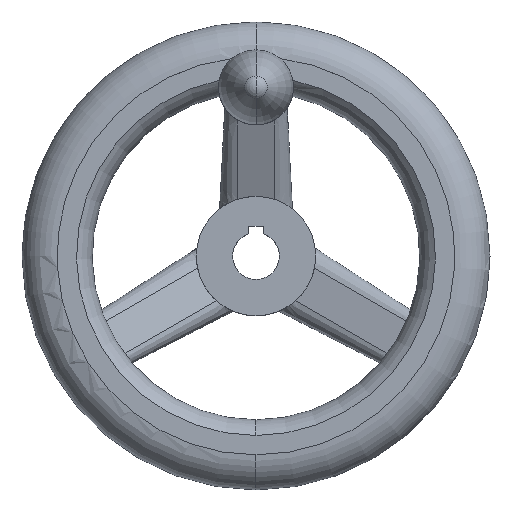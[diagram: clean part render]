
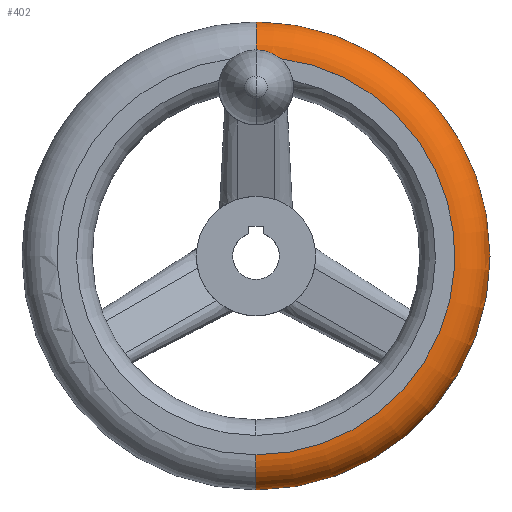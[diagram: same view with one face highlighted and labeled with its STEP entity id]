
A CAD part, top view. The second image highlights one B-rep face of the part: STEP entity #402.
In plain terms, the highlighted toroidal (fillet/blend) face has major radius 42.5 mm and minor radius 7.5 mm.
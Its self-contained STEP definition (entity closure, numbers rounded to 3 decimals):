
#290=VERTEX_POINT('',#815);
#298=EDGE_CURVE('',#406,#290,#823,.T.);
#348=VERTEX_POINT('',#877);
#386=VERTEX_POINT('',#918);
#394=EDGE_CURVE('',#660,#386,#926,.T.);
#402=ADVANCED_FACE('',(#934),#935,.T.);
#406=VERTEX_POINT('',#939);
#442=EDGE_CURVE('',#386,#406,#978,.T.);
#606=EDGE_CURVE('',#348,#660,#1160,.T.);
#660=VERTEX_POINT('',#1220);
#760=EDGE_CURVE('',#290,#348,#1336,.T.);
#815=CARTESIAN_POINT('',(0.,-50.0,25.5));
#823=CIRCLE('',#1397,7.5);
#877=CARTESIAN_POINT('',(0.,50.0,25.5));
#918=CARTESIAN_POINT('',(5.058,42.198,33.));
#926=CIRCLE('',#1552,42.5);
#934=FACE_OUTER_BOUND('',#1562,.T.);
#935=TOROIDAL_SURFACE('',#1563,42.5,7.5);
#939=CARTESIAN_POINT('',(0.,-42.5,33.0));
#978=CIRCLE('',#1640,42.5);
#1160=CIRCLE('',#1997,7.5);
#1220=CARTESIAN_POINT('',(0.,42.5,33.0));
#1336=CIRCLE('',#2382,50.0);
#1397=AXIS2_PLACEMENT_3D('',#2441,#2442,#2443);
#1552=AXIS2_PLACEMENT_3D('',#2538,#2539,#2540);
#1562=EDGE_LOOP('',(#2543,#2544,#2545,#2546,#2547));
#1563=AXIS2_PLACEMENT_3D('',#2548,#2549,#2550);
#1640=AXIS2_PLACEMENT_3D('',#2610,#2611,#2612);
#1997=AXIS2_PLACEMENT_3D('',#2804,#2805,#2806);
#2382=AXIS2_PLACEMENT_3D('',#3053,#3054,#3055);
#2441=CARTESIAN_POINT('',(0.,-42.5,25.5));
#2442=DIRECTION('',(1.0,0.,0.));
#2443=DIRECTION('',(0.,-1.0,0.));
#2538=CARTESIAN_POINT('',(0.,0.,33.0));
#2539=DIRECTION('',(0.,0.,-1.0));
#2540=DIRECTION('',(0.,1.0,0.));
#2543=ORIENTED_EDGE('',*,*,#760,.T.);
#2544=ORIENTED_EDGE('',*,*,#606,.T.);
#2545=ORIENTED_EDGE('',*,*,#394,.T.);
#2546=ORIENTED_EDGE('',*,*,#442,.T.);
#2547=ORIENTED_EDGE('',*,*,#298,.T.);
#2548=CARTESIAN_POINT('',(0.,0.,25.5));
#2549=DIRECTION('',(0.,0.,1.0));
#2550=DIRECTION('',(0.,1.0,0.0));
#2610=CARTESIAN_POINT('',(0.,0.,33.0));
#2611=DIRECTION('',(0.,0.,-1.0));
#2612=DIRECTION('',(0.,1.0,0.));
#2804=CARTESIAN_POINT('',(0.,42.5,25.5));
#2805=DIRECTION('',(1.0,0.,0.));
#2806=DIRECTION('',(0.,1.0,0.));
#3053=CARTESIAN_POINT('',(0.,0.,25.5));
#3054=DIRECTION('',(0.,0.,1.0));
#3055=DIRECTION('',(1.0,0.0,0.));
